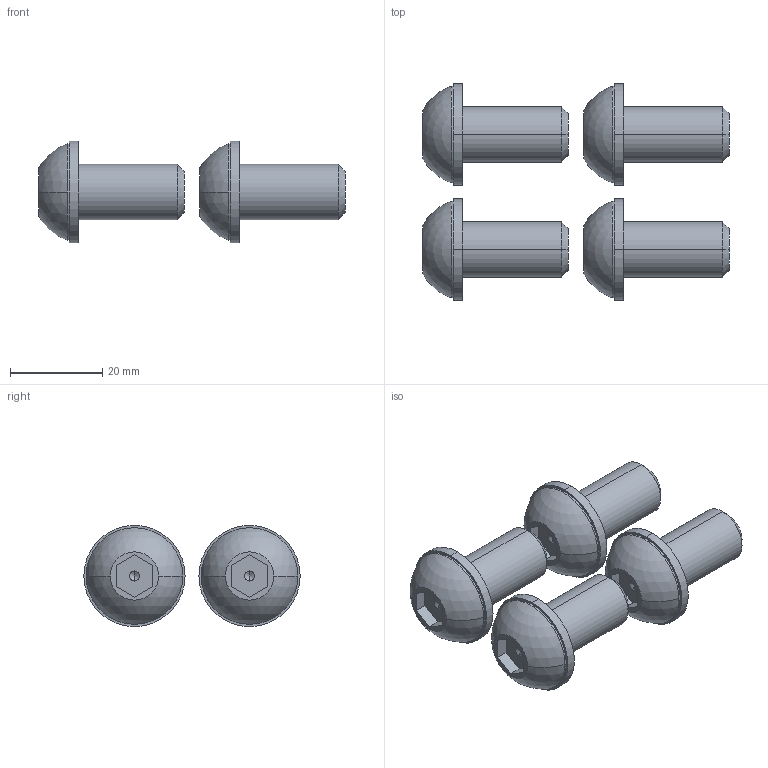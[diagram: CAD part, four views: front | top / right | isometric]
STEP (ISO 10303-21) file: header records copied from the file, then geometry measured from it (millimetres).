
FILE_DESCRIPTION (( 'STEP AP203' ), '1' );
FILE_NAME ('UR80300001225 Âèíò ïîòîëî÷íîé ïàíåëè RS52 Ì12õ25 (4øò) (000.801.803).STEP', '2022-04-26T11:14:23', ( '' ), ( '' ), 'SwSTEP 2.0', 'SolidWorks 2017', '' );
FILE_SCHEMA (( 'CONFIG_CONTROL_DESIGN' ));
Length unit declared in the file: millimetre
Products named in the file (3): 044-02  ﾏﾐﾎﾊﾋﾀﾄﾊﾀ ﾔ22ﾕ2-ﾔ11.5_ﾐﾓﾁ_00; Âèíò DIN 7380_Œ12å25; UR80300001225 Âèíò ïîòîëî÷íîé ïàíåëè RS52 Ì12õ25 (4øò) (000.801.803)
Assembly tree (8 placements, depth 2):
  UR80300001225 Âèíò ïîòîëî÷íîé ïàíåëè RS52 Ì12õ25 (4øò) (000.801.803)
    Âèíò DIN 7380_Œ12å25  x4
    044-02  ﾏﾐﾎﾊﾋﾀﾄﾊﾀ ﾔ22ﾕ2-ﾔ11.5_ﾐﾓﾁ_00  x4
Bounding box: 66.6 x 47 x 22 mm (x, y, z)
Volume: 19203.1 mm3; surface area: 10516.4 mm2
Topology: 8 solids, 8 shells, 112 faces, 248 edges, 156 vertices
Faces by surface type: plane 48, cylinder 32, cone 16, torus 8, sphere 8
Entity records: 1271 total; most frequent: DIRECTION 168, CARTESIAN_POINT 138, ORIENTED_EDGE 120, AXIS2_PLACEMENT_3D 69, EDGE_CURVE 60, VERTEX_POINT 39, EDGE_LOOP 33, PERSON_AND_ORGANIZATION 32
